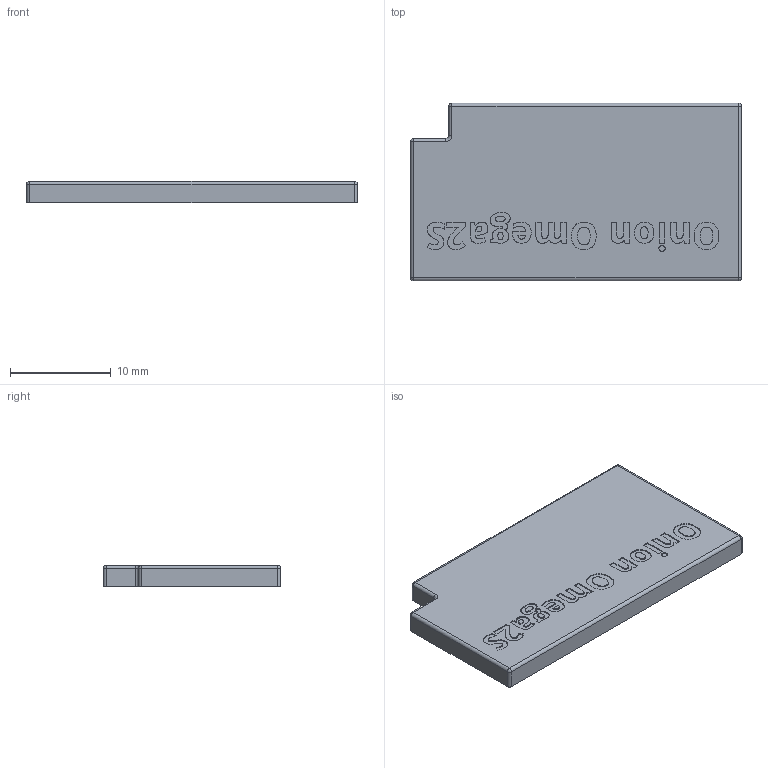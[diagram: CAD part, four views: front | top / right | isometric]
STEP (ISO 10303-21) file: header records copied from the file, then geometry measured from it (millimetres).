
FILE_DESCRIPTION(('FreeCAD Model'),'2;1');
FILE_NAME( 'onion2s_rf_cover.step', '2019-11-02T01:18:55',('Anool'),('Wyolum'), 'Open CASCADE STEP processor 7.3','FreeCAD','Unknown');
FILE_SCHEMA(('AUTOMOTIVE_DESIGN { 1 0 10303 214 1 1 1 1 }'));
Length unit declared in the file: millimetre
Products named in the file (1): Cut
Bounding box: 32.8 x 17.6 x 2.1 mm (x, y, z)
Volume: 355.7 mm3; surface area: 1489.4 mm2
Topology: 1 solids, 1 shells, 477 faces, 1338 edges, 874 vertices
Faces by surface type: extrusion 343, plane 98, cylinder 24, sphere 10, torus 2
Entity records: 16811 total; most frequent: CARTESIAN_POINT 5882, ORIENTED_EDGE 2656, EDGE_CURVE 1328, DIRECTION 1305, B_SPLINE_CURVE_WITH_KNOTS 1029, VECTOR 935, VERTEX_POINT 874, LINE 592
